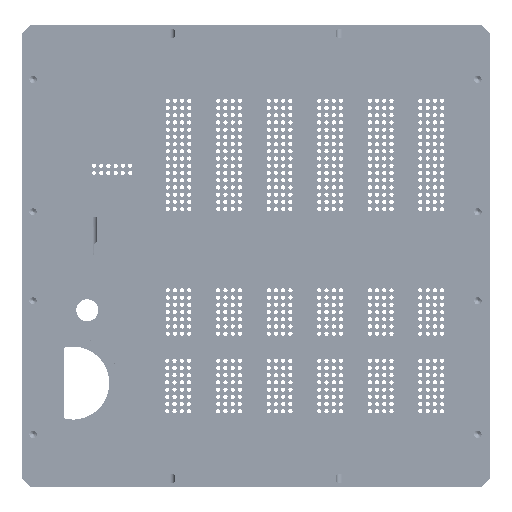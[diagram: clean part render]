
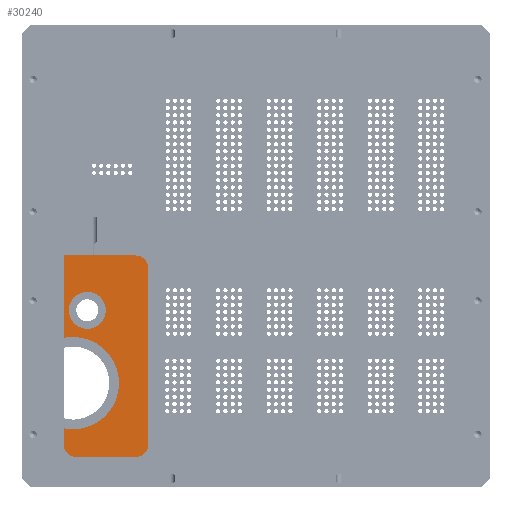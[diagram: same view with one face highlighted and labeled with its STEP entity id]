
A CAD part, front view. The second image highlights one B-rep face of the part: STEP entity #30240.
In plain terms, the highlighted planar face has unit normal (0, -1, 0).
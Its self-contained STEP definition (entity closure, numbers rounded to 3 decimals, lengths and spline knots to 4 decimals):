
#1591=FACE_BOUND('',#7589,.T.);
#1801=PLANE('',#33467);
#3700=CIRCLE('',#33455,0.32);
#3703=CIRCLE('',#33460,0.8);
#3705=CIRCLE('',#33462,0.8);
#3708=CIRCLE('',#33468,0.8354);
#3709=CIRCLE('',#33469,0.32);
#3710=CIRCLE('',#33470,0.22);
#3711=CIRCLE('',#33471,0.22);
#3712=CIRCLE('',#33472,0.22);
#3713=CIRCLE('',#33473,0.865);
#4598=FACE_OUTER_BOUND('',#7588,.T.);
#7588=EDGE_LOOP('',(#24996,#24997,#24998,#24999,#25000,#25001,#25002,#25003,
#25004,#25005,#25006,#25007,#25008,#25009,#25010));
#7589=EDGE_LOOP('',(#25011));
#9573=LINE('',#52907,#11534);
#9785=LINE('',#60662,#11746);
#9786=LINE('',#60666,#11747);
#9787=LINE('',#60671,#11748);
#9788=LINE('',#60675,#11749);
#9789=LINE('',#60679,#11750);
#9790=LINE('',#60682,#11751);
#11534=VECTOR('',#39484,0.3937);
#11746=VECTOR('',#40336,0.3937);
#11747=VECTOR('',#40339,0.3937);
#11748=VECTOR('',#40344,0.3937);
#11749=VECTOR('',#40347,0.3937);
#11750=VECTOR('',#40350,0.3937);
#11751=VECTOR('',#40353,0.3937);
#14900=VERTEX_POINT('',#52904);
#14901=VERTEX_POINT('',#52906);
#15159=VERTEX_POINT('',#60629);
#15162=VERTEX_POINT('',#60638);
#15163=VERTEX_POINT('',#60640);
#15166=VERTEX_POINT('',#60646);
#15171=VERTEX_POINT('',#60661);
#15172=VERTEX_POINT('',#60663);
#15173=VERTEX_POINT('',#60665);
#15174=VERTEX_POINT('',#60668);
#15175=VERTEX_POINT('',#60670);
#15176=VERTEX_POINT('',#60672);
#15177=VERTEX_POINT('',#60674);
#15178=VERTEX_POINT('',#60676);
#15179=VERTEX_POINT('',#60678);
#15180=VERTEX_POINT('',#60680);
#18268=EDGE_CURVE('',#14900,#14901,#9573,.T.);
#18714=EDGE_CURVE('',#15159,#15159,#3700,.T.);
#18718=EDGE_CURVE('',#15163,#15162,#3703,.T.);
#18722=EDGE_CURVE('',#15162,#15166,#3705,.T.);
#18728=EDGE_CURVE('',#15171,#15166,#9785,.T.);
#18729=EDGE_CURVE('',#15172,#15171,#3708,.T.);
#18730=EDGE_CURVE('',#15173,#15172,#9786,.T.);
#18731=EDGE_CURVE('',#14901,#15173,#3709,.T.);
#18732=EDGE_CURVE('',#15174,#14900,#3710,.T.);
#18733=EDGE_CURVE('',#15175,#15174,#9787,.T.);
#18734=EDGE_CURVE('',#15176,#15175,#3711,.T.);
#18735=EDGE_CURVE('',#15177,#15176,#9788,.T.);
#18736=EDGE_CURVE('',#15178,#15177,#3712,.T.);
#18737=EDGE_CURVE('',#15179,#15178,#9789,.T.);
#18738=EDGE_CURVE('',#15180,#15179,#3713,.T.);
#18739=EDGE_CURVE('',#15163,#15180,#9790,.T.);
#24996=ORIENTED_EDGE('',*,*,#18718,.T.);
#24997=ORIENTED_EDGE('',*,*,#18722,.T.);
#24998=ORIENTED_EDGE('',*,*,#18728,.F.);
#24999=ORIENTED_EDGE('',*,*,#18729,.F.);
#25000=ORIENTED_EDGE('',*,*,#18730,.F.);
#25001=ORIENTED_EDGE('',*,*,#18731,.F.);
#25002=ORIENTED_EDGE('',*,*,#18268,.F.);
#25003=ORIENTED_EDGE('',*,*,#18732,.F.);
#25004=ORIENTED_EDGE('',*,*,#18733,.F.);
#25005=ORIENTED_EDGE('',*,*,#18734,.F.);
#25006=ORIENTED_EDGE('',*,*,#18735,.F.);
#25007=ORIENTED_EDGE('',*,*,#18736,.F.);
#25008=ORIENTED_EDGE('',*,*,#18737,.F.);
#25009=ORIENTED_EDGE('',*,*,#18738,.F.);
#25010=ORIENTED_EDGE('',*,*,#18739,.F.);
#25011=ORIENTED_EDGE('',*,*,#18714,.T.);
#30240=ADVANCED_FACE('',(#4598,#1591),#1801,.T.);
#33455=AXIS2_PLACEMENT_3D('',#60631,#40304,#40305);
#33460=AXIS2_PLACEMENT_3D('',#60641,#40315,#40316);
#33462=AXIS2_PLACEMENT_3D('',#60648,#40321,#40322);
#33467=AXIS2_PLACEMENT_3D('',#60660,#40334,#40335);
#33468=AXIS2_PLACEMENT_3D('',#60664,#40337,#40338);
#33469=AXIS2_PLACEMENT_3D('',#60667,#40340,#40341);
#33470=AXIS2_PLACEMENT_3D('',#60669,#40342,#40343);
#33471=AXIS2_PLACEMENT_3D('',#60673,#40345,#40346);
#33472=AXIS2_PLACEMENT_3D('',#60677,#40348,#40349);
#33473=AXIS2_PLACEMENT_3D('',#60681,#40351,#40352);
#39484=DIRECTION('',(-1.,0.,0.));
#40304=DIRECTION('center_axis',(0.,1.,0.));
#40305=DIRECTION('ref_axis',(-1.,0.,0.));
#40315=DIRECTION('center_axis',(0.,1.,0.));
#40316=DIRECTION('ref_axis',(-1.,0.,0.));
#40321=DIRECTION('center_axis',(0.,1.,0.));
#40322=DIRECTION('ref_axis',(-1.,0.,0.));
#40334=DIRECTION('center_axis',(0.,-1.,0.));
#40335=DIRECTION('ref_axis',(1.,0.,0.));
#40336=DIRECTION('',(0.,0.,1.));
#40337=DIRECTION('center_axis',(0.,1.,0.));
#40338=DIRECTION('ref_axis',(-0.95,0.,-0.312));
#40339=DIRECTION('',(0.,0.,1.));
#40340=DIRECTION('center_axis',(0.,1.,0.));
#40341=DIRECTION('ref_axis',(-1.,0.,0.));
#40342=DIRECTION('center_axis',(0.,1.,0.));
#40343=DIRECTION('ref_axis',(0.,0.,-1.));
#40344=DIRECTION('',(0.,0.,-1.));
#40345=DIRECTION('center_axis',(0.,1.,0.));
#40346=DIRECTION('ref_axis',(1.,0.,0.));
#40347=DIRECTION('',(1.,0.,0.));
#40348=DIRECTION('center_axis',(0.,1.,0.));
#40349=DIRECTION('ref_axis',(0.,0.,1.));
#40350=DIRECTION('',(0.,0.,1.));
#40351=DIRECTION('center_axis',(0.,1.,0.));
#40352=DIRECTION('ref_axis',(-0.514,0.,0.858));
#40353=DIRECTION('',(0.,0.,1.));
#52904=CARTESIAN_POINT('',(-15.7105,1.46,-3.9193));
#52906=CARTESIAN_POINT('',(-16.8369,1.46,-3.9193));
#52907=CARTESIAN_POINT('',(-16.8369,1.46,-3.9193));
#60629=CARTESIAN_POINT('',(-16.2269,1.46,-1.3793));
#60631=CARTESIAN_POINT('Origin',(-16.5469,1.46,-1.3793));
#60638=CARTESIAN_POINT('',(-15.9969,1.46,-2.6393));
#60640=CARTESIAN_POINT('',(-17.5769,1.46,-2.4616));
#60641=CARTESIAN_POINT('Origin',(-16.7969,1.46,-2.6393));
#60646=CARTESIAN_POINT('',(-17.5769,1.46,-2.8171));
#60648=CARTESIAN_POINT('Origin',(-16.7969,1.46,-2.6393));
#60660=CARTESIAN_POINT('Origin',(-16.5337,1.46,-2.1743));
#60661=CARTESIAN_POINT('',(-17.5769,1.46,-2.8999));
#60662=CARTESIAN_POINT('',(-17.5769,1.46,-2.0783));
#60663=CARTESIAN_POINT('',(-17.1569,1.46,-3.3865));
#60664=CARTESIAN_POINT('Origin',(-16.7831,1.46,-2.6393));
#60665=CARTESIAN_POINT('',(-17.1569,1.46,-3.5993));
#60666=CARTESIAN_POINT('',(-17.1569,1.46,-3.3865));
#60667=CARTESIAN_POINT('Origin',(-16.8369,1.46,-3.5993));
#60668=CARTESIAN_POINT('',(-15.4905,1.46,-3.6993));
#60669=CARTESIAN_POINT('Origin',(-15.7105,1.46,-3.6993));
#60670=CARTESIAN_POINT('',(-15.4905,1.46,-0.6493));
#60671=CARTESIAN_POINT('',(-15.4905,1.46,-3.6993));
#60672=CARTESIAN_POINT('',(-15.7105,1.46,-0.4293));
#60673=CARTESIAN_POINT('Origin',(-15.7105,1.46,-0.6493));
#60674=CARTESIAN_POINT('',(-16.9369,1.46,-0.4293));
#60675=CARTESIAN_POINT('',(-16.9369,1.46,-0.4293));
#60676=CARTESIAN_POINT('',(-17.1569,1.46,-0.6493));
#60677=CARTESIAN_POINT('Origin',(-16.9369,1.46,-0.6493));
#60678=CARTESIAN_POINT('',(-17.1569,1.46,-1.2276));
#60679=CARTESIAN_POINT('',(-17.1569,1.46,-1.2276));
#60680=CARTESIAN_POINT('',(-17.5769,1.46,-1.9693));
#60681=CARTESIAN_POINT('Origin',(-16.7119,1.46,-1.9693));
#60682=CARTESIAN_POINT('',(-17.5769,1.46,-2.0783));
